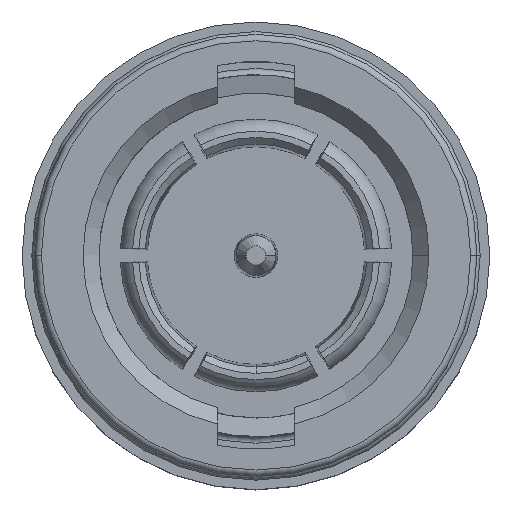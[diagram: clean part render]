
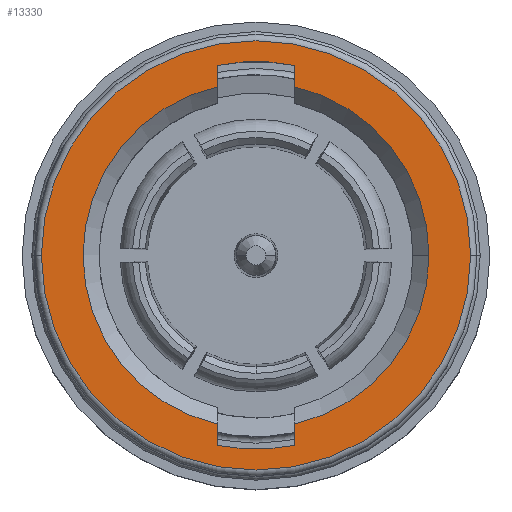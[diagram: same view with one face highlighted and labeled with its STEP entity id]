
A CAD part, top view. The second image highlights one B-rep face of the part: STEP entity #13330.
In plain terms, the highlighted planar face has unit normal (0, 0, 1).
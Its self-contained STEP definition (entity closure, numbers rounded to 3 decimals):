
#328 = VERTEX_POINT ( 'NONE', #3078 ) ;
#446 = CARTESIAN_POINT ( 'NONE',  ( 5.4, 0., 0.8 ) ) ;
#583 = ORIENTED_EDGE ( 'NONE', *, *, #7761, .F. ) ;
#919 = CARTESIAN_POINT ( 'NONE',  ( 0., 0., 0.8 ) ) ;
#937 = ORIENTED_EDGE ( 'NONE', *, *, #13882, .T. ) ;
#1173 = VECTOR ( 'NONE', #4008, 1000. ) ;
#1188 = ORIENTED_EDGE ( 'NONE', *, *, #9275, .T. ) ;
#1254 = VECTOR ( 'NONE', #5093, 1000. ) ;
#1323 = EDGE_CURVE ( 'NONE', #328, #6461, #8403, .T. ) ;
#1412 = VERTEX_POINT ( 'NONE', #16454 ) ;
#1633 = DIRECTION ( 'NONE',  ( 1., 0., 0. ) ) ;
#1698 = VECTOR ( 'NONE', #4620, 1000. ) ;
#1768 = DIRECTION ( 'NONE',  ( 0., 1., 0. ) ) ;
#2196 = DIRECTION ( 'NONE',  ( 1., 0., 0. ) ) ;
#2412 = ORIENTED_EDGE ( 'NONE', *, *, #15249, .F. ) ;
#2738 = CARTESIAN_POINT ( 'NONE',  ( 1.2, -5.265, 0.8 ) ) ;
#3078 = CARTESIAN_POINT ( 'NONE',  ( -1.2, -5.265, 0.8 ) ) ;
#3324 = CARTESIAN_POINT ( 'NONE',  ( 1.2, -4.751, 0.8 ) ) ;
#3426 = AXIS2_PLACEMENT_3D ( 'NONE', #11933, #13438, #7129 ) ;
#3469 = DIRECTION ( 'NONE',  ( 1., 0., 0. ) ) ;
#3552 = DIRECTION ( 'NONE',  ( 0., 0., -1. ) ) ;
#4008 = DIRECTION ( 'NONE',  ( 0., -1., 0. ) ) ;
#4620 = DIRECTION ( 'NONE',  ( 0., 1., 0. ) ) ;
#4625 = DIRECTION ( 'NONE',  ( 0., 0., 1. ) ) ;
#4675 = VERTEX_POINT ( 'NONE', #12661 ) ;
#4695 = DIRECTION ( 'NONE',  ( 0., 0., 1. ) ) ;
#4782 = DIRECTION ( 'NONE',  ( -1., 0., 0. ) ) ;
#4906 = EDGE_CURVE ( 'NONE', #4675, #14631, #10487, .T. ) ;
#5093 = DIRECTION ( 'NONE',  ( 0., -1., 0. ) ) ;
#5168 = VECTOR ( 'NONE', #1768, 1000. ) ;
#5357 = CARTESIAN_POINT ( 'NONE',  ( -1.2, 5.93, 0.8 ) ) ;
#5601 = CARTESIAN_POINT ( 'NONE',  ( 0., 0., 0.8 ) ) ;
#5893 = AXIS2_PLACEMENT_3D ( 'NONE', #5601, #11867, #1633 ) ;
#6461 = VERTEX_POINT ( 'NONE', #7931 ) ;
#6575 = VERTEX_POINT ( 'NONE', #5357 ) ;
#6835 = CARTESIAN_POINT ( 'NONE',  ( -6.7, 0., 0.8 ) ) ;
#6967 = ORIENTED_EDGE ( 'NONE', *, *, #12806, .F. ) ;
#7129 = DIRECTION ( 'NONE',  ( 1., 0., 0. ) ) ;
#7319 = VERTEX_POINT ( 'NONE', #9338 ) ;
#7327 = EDGE_LOOP ( 'NONE', ( #1188, #937 ) ) ;
#7340 = DIRECTION ( 'NONE',  ( -1., 0., 0. ) ) ;
#7626 = CARTESIAN_POINT ( 'NONE',  ( -1.2, 4.751, 0.8 ) ) ;
#7761 = EDGE_CURVE ( 'NONE', #9070, #14606, #10646, .T. ) ;
#7931 = CARTESIAN_POINT ( 'NONE',  ( -1.2, -5.93, 0.8 ) ) ;
#8403 = LINE ( 'NONE', #11631, #1173 ) ;
#8598 = DIRECTION ( 'NONE',  ( 0., 0., 1. ) ) ;
#8604 = LINE ( 'NONE', #14499, #5168 ) ;
#8652 = FACE_BOUND ( 'NONE', #8985, .T. ) ;
#8667 = AXIS2_PLACEMENT_3D ( 'NONE', #11213, #3552, #4782 ) ;
#8985 = EDGE_LOOP ( 'NONE', ( #6967, #16149, #583, #11845, #11370, #2412, #15984, #11948, #16169 ) ) ;
#8997 = VERTEX_POINT ( 'NONE', #15632 ) ;
#9070 = VERTEX_POINT ( 'NONE', #446 ) ;
#9188 = CARTESIAN_POINT ( 'NONE',  ( 1.2, 5.265, 0.8 ) ) ;
#9275 = EDGE_CURVE ( 'NONE', #14351, #8997, #13574, .T. ) ;
#9338 = CARTESIAN_POINT ( 'NONE',  ( -1.2, 5.265, 0.8 ) ) ;
#9767 = DIRECTION ( 'NONE',  ( -1., 0., 0. ) ) ;
#9801 = EDGE_CURVE ( 'NONE', #7319, #328, #15083, .T. ) ;
#10487 = LINE ( 'NONE', #3324, #1698 ) ;
#10646 = CIRCLE ( 'NONE', #5893, 5.4 ) ;
#10984 = CARTESIAN_POINT ( 'NONE',  ( 0., 0., 0.8 ) ) ;
#11161 = PLANE ( 'NONE',  #8667 ) ;
#11203 = LINE ( 'NONE', #7626, #1254 ) ;
#11213 = CARTESIAN_POINT ( 'NONE',  ( 0., 0., 0.8 ) ) ;
#11370 = ORIENTED_EDGE ( 'NONE', *, *, #4906, .F. ) ;
#11631 = CARTESIAN_POINT ( 'NONE',  ( -1.2, -4.751, 0.8 ) ) ;
#11807 = AXIS2_PLACEMENT_3D ( 'NONE', #10984, #13494, #3469 ) ;
#11845 = ORIENTED_EDGE ( 'NONE', *, *, #16037, .F. ) ;
#11867 = DIRECTION ( 'NONE',  ( 0., 0., 1. ) ) ;
#11933 = CARTESIAN_POINT ( 'NONE',  ( 0., 0., 0.8 ) ) ;
#11948 = ORIENTED_EDGE ( 'NONE', *, *, #9801, .F. ) ;
#12301 = AXIS2_PLACEMENT_3D ( 'NONE', #13459, #4625, #14938 ) ;
#12661 = CARTESIAN_POINT ( 'NONE',  ( 1.2, -5.93, 0.8 ) ) ;
#12772 = AXIS2_PLACEMENT_3D ( 'NONE', #14924, #8598, #9767 ) ;
#12806 = EDGE_CURVE ( 'NONE', #1412, #6575, #15530, .T. ) ;
#12895 = CIRCLE ( 'NONE', #11807, 6.05 ) ;
#12918 = CIRCLE ( 'NONE', #12772, 6.7 ) ;
#13084 = AXIS2_PLACEMENT_3D ( 'NONE', #16155, #4695, #7340 ) ;
#13330 = ADVANCED_FACE ( 'NONE', ( #16113, #8652 ), #11161, .F. ) ;
#13339 = AXIS2_PLACEMENT_3D ( 'NONE', #919, #14962, #2196 ) ;
#13438 = DIRECTION ( 'NONE',  ( 0., 0., 1. ) ) ;
#13459 = CARTESIAN_POINT ( 'NONE',  ( 0., 0., 0.8 ) ) ;
#13494 = DIRECTION ( 'NONE',  ( 0., 0., 1. ) ) ;
#13574 = CIRCLE ( 'NONE', #12301, 6.7 ) ;
#13756 = EDGE_CURVE ( 'NONE', #14606, #1412, #8604, .T. ) ;
#13882 = EDGE_CURVE ( 'NONE', #8997, #14351, #12918, .T. ) ;
#14351 = VERTEX_POINT ( 'NONE', #6835 ) ;
#14499 = CARTESIAN_POINT ( 'NONE',  ( 1.2, 4.751, 0.8 ) ) ;
#14606 = VERTEX_POINT ( 'NONE', #9188 ) ;
#14631 = VERTEX_POINT ( 'NONE', #2738 ) ;
#14924 = CARTESIAN_POINT ( 'NONE',  ( 0., 0., 0.8 ) ) ;
#14938 = DIRECTION ( 'NONE',  ( -1., 0., 0. ) ) ;
#14962 = DIRECTION ( 'NONE',  ( 0., 0., 1. ) ) ;
#15083 = CIRCLE ( 'NONE', #13339, 5.4 ) ;
#15249 = EDGE_CURVE ( 'NONE', #6461, #4675, #12895, .T. ) ;
#15530 = CIRCLE ( 'NONE', #13084, 6.05 ) ;
#15632 = CARTESIAN_POINT ( 'NONE',  ( 6.7, 0., 0.8 ) ) ;
#15984 = ORIENTED_EDGE ( 'NONE', *, *, #1323, .F. ) ;
#16037 = EDGE_CURVE ( 'NONE', #14631, #9070, #16348, .T. ) ;
#16113 = FACE_OUTER_BOUND ( 'NONE', #7327, .T. ) ;
#16149 = ORIENTED_EDGE ( 'NONE', *, *, #13756, .F. ) ;
#16155 = CARTESIAN_POINT ( 'NONE',  ( 0., 0., 0.8 ) ) ;
#16169 = ORIENTED_EDGE ( 'NONE', *, *, #16207, .F. ) ;
#16207 = EDGE_CURVE ( 'NONE', #6575, #7319, #11203, .T. ) ;
#16348 = CIRCLE ( 'NONE', #3426, 5.4 ) ;
#16454 = CARTESIAN_POINT ( 'NONE',  ( 1.2, 5.93, 0.8 ) ) ;
